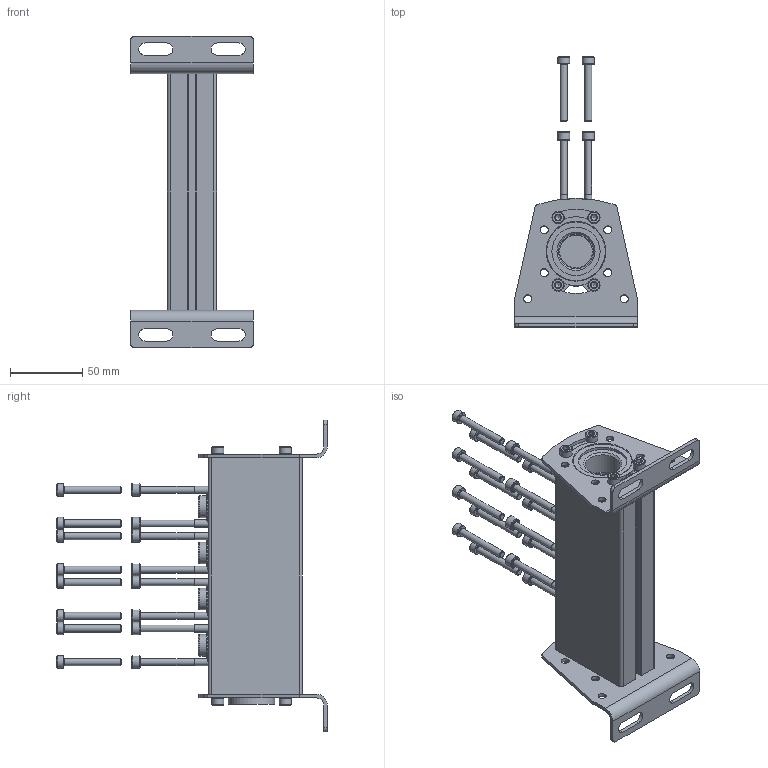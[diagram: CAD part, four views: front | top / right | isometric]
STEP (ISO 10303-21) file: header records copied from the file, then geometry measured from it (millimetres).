
FILE_DESCRIPTION(/* description */ ('STEP AP214'),/* implementation_level */ '2;1');
FILE_NAME(/* name */ '8026340_VABM-B10-30-G34-4-P53',/* time_stamp */ '2024-09-15T23:18:42+02:00',/* author */ ('License CC BY-ND 4.0'),/* organization */ ('CADENAS'),/* preprocessor_version */ 'ST-DEVELOPER v19.3',/* originating_system */ 'PARTsolutions',/* authorisation */ ' ');
FILE_SCHEMA (('AUTOMOTIVE_DESIGN {1 0 10303 214 3 1 1}'));
Length unit declared in the file: millimetre
Products named in the file (8): 8026340 VABM-B10-30-G34-4-P53; 8026340 VABM-B10-30-G34-4-P53---(M); 1654919 VUVS-G38---(S); 2191444 F-M5x60-10.9; 3572 B-3/4---(Plug); DIN-912 - M5x40(F); 1641438 VAME-B10-30-A---(V); DIN-912 - M5x12(F)
Assembly tree (32 placements, depth 2):
  8026340 VABM-B10-30-G34-4-P53
    8026340 VABM-B10-30-G34-4-P53---(M)
    1654919 VUVS-G38---(S)  x4
    2191444 F-M5x60-10.9  x8
    3572 B-3/4---(Plug)
    DIN-912 - M5x40(F)  x8
    1641438 VAME-B10-30-A---(V)  x2
    DIN-912 - M5x12(F)  x8
Bounding box: 85 x 187.5 x 216 mm (x, y, z)
Volume: 330024.7 mm3; surface area: 118901.2 mm2
Topology: 32 solids, 32 shells, 1031 faces, 2273 edges, 1354 vertices
Faces by surface type: plane 504, cone 267, cylinder 239, torus 21
Full cylindrical faces by diameter (mm): 4.134 x17, 4.75 x8, 5 x25, 5.5 x12, 8.5 x24, 9 x4, 12 x4, 15.1 x4, 18.1 x4, 22.5 x4, 22.8 x1, 24.117 x2, 26.441 x1, 28.8 x1, 32 x2, 33.5 x2, 41 x2
Entity records: 8135 total; most frequent: CARTESIAN_POINT 1448, DIRECTION 1436, ORIENTED_EDGE 1082, AXIS2_PLACEMENT_3D 599, EDGE_CURVE 541, FACE_BOUND 474, EDGE_LOOP 454, VERTEX_POINT 413
